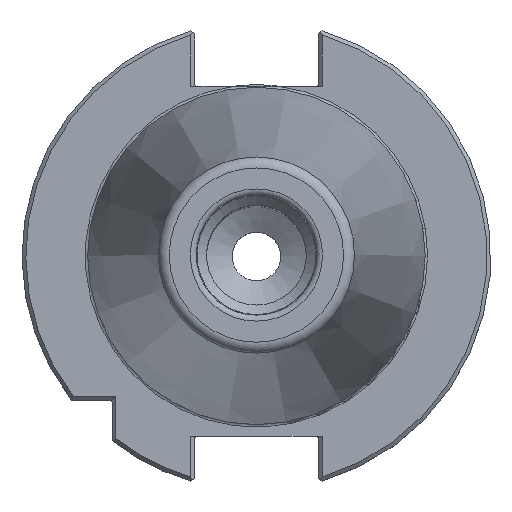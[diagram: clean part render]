
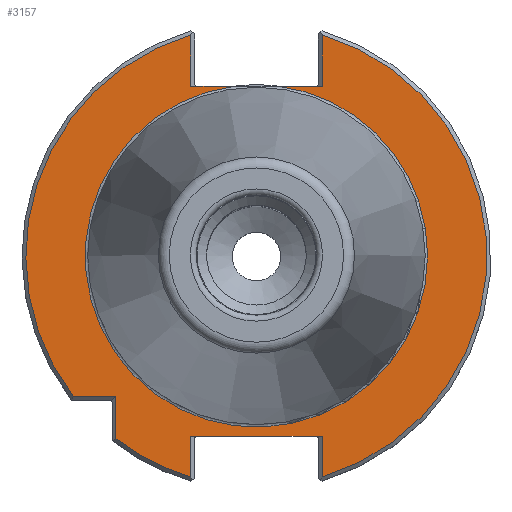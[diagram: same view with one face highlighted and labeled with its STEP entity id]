
A CAD part, top view. The second image highlights one B-rep face of the part: STEP entity #3157.
In plain terms, the highlighted planar face has unit normal (0, 0, 1).
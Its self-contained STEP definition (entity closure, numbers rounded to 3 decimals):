
#54=LINE('',#4564,#150);
#58=LINE('',#4580,#154);
#70=LINE('',#4725,#166);
#75=LINE('',#4739,#171);
#96=LINE('',#4805,#192);
#97=LINE('',#4807,#193);
#98=LINE('',#4809,#194);
#99=LINE('',#4810,#195);
#100=LINE('',#4811,#196);
#150=VECTOR('',#3758,1000.);
#154=VECTOR('',#3768,1000.);
#166=VECTOR('',#3844,1000.);
#171=VECTOR('',#3855,1000.);
#192=VECTOR('',#3914,1000.);
#193=VECTOR('',#3917,1000.);
#194=VECTOR('',#3918,1000.);
#195=VECTOR('',#3919,1000.);
#196=VECTOR('',#3920,1000.);
#786=ORIENTED_EDGE('',*,*,#1128,.T.);
#787=ORIENTED_EDGE('',*,*,#1204,.T.);
#788=ORIENTED_EDGE('',*,*,#1205,.F.);
#789=ORIENTED_EDGE('',*,*,#1206,.T.);
#790=ORIENTED_EDGE('',*,*,#1130,.T.);
#791=ORIENTED_EDGE('',*,*,#1174,.T.);
#792=ORIENTED_EDGE('',*,*,#1207,.F.);
#793=ORIENTED_EDGE('',*,*,#1126,.F.);
#794=ORIENTED_EDGE('',*,*,#1208,.F.);
#795=ORIENTED_EDGE('',*,*,#1167,.T.);
#796=ORIENTED_EDGE('',*,*,#1123,.T.);
#797=ORIENTED_EDGE('',*,*,#1122,.T.);
#798=ORIENTED_EDGE('',*,*,#1115,.T.);
#1115=EDGE_CURVE('',#1388,#1387,#54,.T.);
#1122=EDGE_CURVE('',#1391,#1388,#58,.T.);
#1123=EDGE_CURVE('',#1393,#1391,#1560,.T.);
#1126=EDGE_CURVE('',#1395,#1394,#1562,.T.);
#1128=EDGE_CURVE('',#1387,#1396,#1563,.T.);
#1130=EDGE_CURVE('',#1399,#1398,#1564,.T.);
#1167=EDGE_CURVE('',#1422,#1393,#70,.T.);
#1174=EDGE_CURVE('',#1398,#1427,#75,.T.);
#1204=EDGE_CURVE('',#1396,#1445,#96,.T.);
#1205=EDGE_CURVE('',#1446,#1445,#97,.T.);
#1206=EDGE_CURVE('',#1446,#1399,#98,.T.);
#1207=EDGE_CURVE('',#1394,#1427,#99,.T.);
#1208=EDGE_CURVE('',#1422,#1395,#100,.T.);
#1387=VERTEX_POINT('',#4563);
#1388=VERTEX_POINT('',#4565);
#1391=VERTEX_POINT('',#4576);
#1393=VERTEX_POINT('',#4583);
#1394=VERTEX_POINT('',#4590);
#1395=VERTEX_POINT('',#4591);
#1396=VERTEX_POINT('',#4598);
#1398=VERTEX_POINT('',#4606);
#1399=VERTEX_POINT('',#4608);
#1422=VERTEX_POINT('',#4726);
#1427=VERTEX_POINT('',#4738);
#1445=VERTEX_POINT('',#4804);
#1446=VERTEX_POINT('',#4808);
#1560=CIRCLE('',#3343,47.95);
#1562=CIRCLE('',#3346,35.591);
#1563=CIRCLE('',#3348,47.95);
#1564=CIRCLE('',#3350,47.95);
#1736=EDGE_LOOP('',(#786,#787,#788,#789,#790,#791,#792,#793,#794,#795,#796,
#797,#798));
#1948=FACE_BOUND('',#1736,.T.);
#2049=PLANE('',#3396);
#3157=ADVANCED_FACE('',(#1948),#2049,.T.);
#3343=AXIS2_PLACEMENT_3D('',#4582,#3771,#3772);
#3346=AXIS2_PLACEMENT_3D('',#4592,#3777,#3778);
#3348=AXIS2_PLACEMENT_3D('',#4599,#3781,#3782);
#3350=AXIS2_PLACEMENT_3D('',#4607,#3785,#3786);
#3396=AXIS2_PLACEMENT_3D('',#4806,#3915,#3916);
#3758=DIRECTION('',(0.,-1.,0.));
#3768=DIRECTION('',(1.,0.,0.));
#3771=DIRECTION('',(0.,0.,1.));
#3772=DIRECTION('',(1.,0.,0.));
#3777=DIRECTION('',(0.,0.,1.));
#3778=DIRECTION('',(1.,0.,0.));
#3781=DIRECTION('',(0.,0.,1.));
#3782=DIRECTION('',(1.,0.,0.));
#3785=DIRECTION('',(0.,0.,1.));
#3786=DIRECTION('',(1.,0.,0.));
#3844=DIRECTION('',(0.,1.,0.));
#3855=DIRECTION('',(0.,-1.,0.));
#3914=DIRECTION('',(0.,1.,0.));
#3915=DIRECTION('',(0.,0.,1.));
#3916=DIRECTION('',(1.,0.,0.));
#3917=DIRECTION('',(-1.,0.,0.));
#3918=DIRECTION('',(0.,-1.,0.));
#3919=DIRECTION('',(1.,0.,0.));
#3920=DIRECTION('',(1.,0.,0.));
#4563=CARTESIAN_POINT('',(-29.2,-38.034,-3.2));
#4564=CARTESIAN_POINT('',(-29.2,-38.616,-3.2));
#4565=CARTESIAN_POINT('',(-29.2,-29.2,-3.2));
#4576=CARTESIAN_POINT('',(-38.034,-29.2,-3.2));
#4580=CARTESIAN_POINT('',(-30.,-29.2,-3.2));
#4582=CARTESIAN_POINT('',(0.,0.,-3.2));
#4583=CARTESIAN_POINT('',(-13.65,45.966,-3.2));
#4590=CARTESIAN_POINT('',(4.543,35.3,-3.2));
#4591=CARTESIAN_POINT('',(-4.543,35.3,-3.2));
#4592=CARTESIAN_POINT('',(0.,0.,-3.2));
#4598=CARTESIAN_POINT('',(-13.65,-45.966,-3.2));
#4599=CARTESIAN_POINT('',(0.,0.,-3.2));
#4606=CARTESIAN_POINT('',(13.65,45.966,-3.2));
#4607=CARTESIAN_POINT('',(0.,0.,-3.2));
#4608=CARTESIAN_POINT('',(13.65,-45.966,-3.2));
#4725=CARTESIAN_POINT('',(-13.65,47.181,-3.2));
#4726=CARTESIAN_POINT('',(-13.65,35.3,-3.2));
#4738=CARTESIAN_POINT('',(13.65,35.3,-3.2));
#4739=CARTESIAN_POINT('',(13.65,35.3,-3.2));
#4804=CARTESIAN_POINT('',(-13.65,-37.5,-3.2));
#4805=CARTESIAN_POINT('',(-13.65,-37.5,-3.2));
#4806=CARTESIAN_POINT('',(35.591,0.,-3.2));
#4807=CARTESIAN_POINT('',(12.85,-37.5,-3.2));
#4808=CARTESIAN_POINT('',(13.65,-37.5,-3.2));
#4809=CARTESIAN_POINT('',(13.65,-47.181,-3.2));
#4810=CARTESIAN_POINT('',(-12.85,35.3,-3.2));
#4811=CARTESIAN_POINT('',(-12.85,35.3,-3.2));
